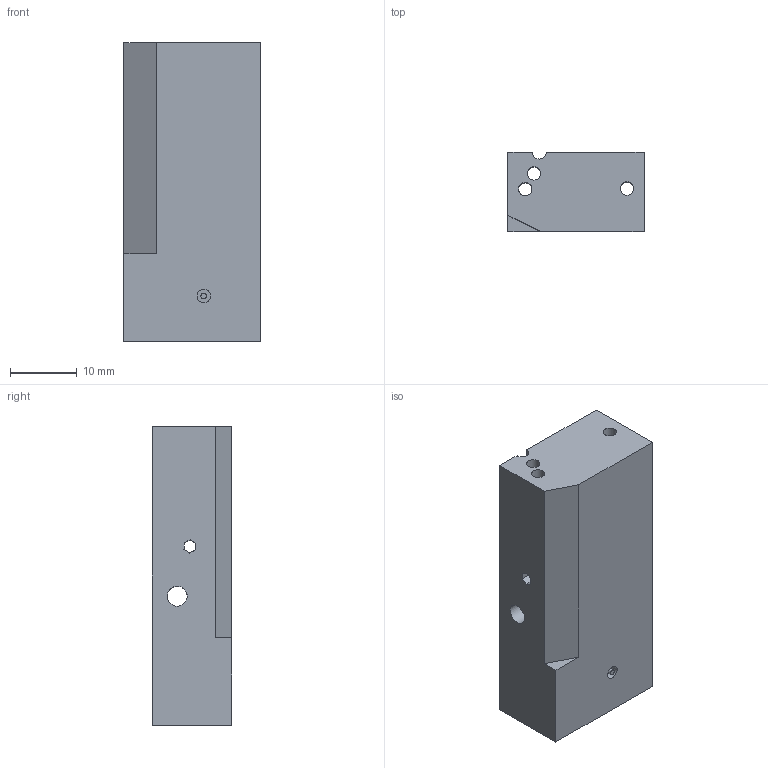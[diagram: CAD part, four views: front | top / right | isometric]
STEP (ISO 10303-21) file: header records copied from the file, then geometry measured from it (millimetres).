
FILE_DESCRIPTION(('Open CASCADE Model'),'2;1');
FILE_NAME('Open CASCADE Shape Model','2021-04-30T10:41:10',('Author'),( 'Open CASCADE'),'Open CASCADE STEP processor 7.4','Open CASCADE 7.4' ,'Unknown');
FILE_SCHEMA(('AUTOMOTIVE_DESIGN { 1 0 10303 214 1 1 1 1 }'));
Length unit declared in the file: millimetre
Products named in the file (1): Open CASCADE STEP translator 7.4 133
Bounding box: 20.34 x 11.85 x 44.64 mm (x, y, z)
Volume: 9872.8 mm3; surface area: 4534.6 mm2
Topology: 1 solids, 1 shells, 37 faces, 110 edges, 74 vertices
Faces by surface type: plane 28, cylinder 9
Full cylindrical faces by diameter (mm): 0.846 x1, 2 x4, 2.193 x1, 2.979 x1, 2.987 x1
Entity records: 4699 total; most frequent: CARTESIAN_POINT 2543, DIRECTION 382, ORIENTED_EDGE 220, PCURVE 220, DEFINITIONAL_REPRESENTATION 220, LINE 192, VECTOR 192, EDGE_CURVE 110
